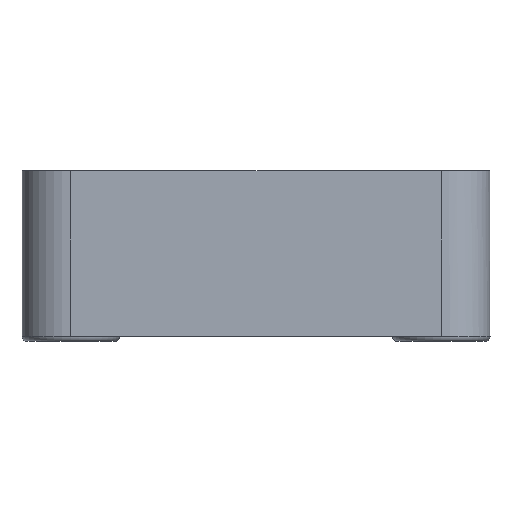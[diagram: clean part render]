
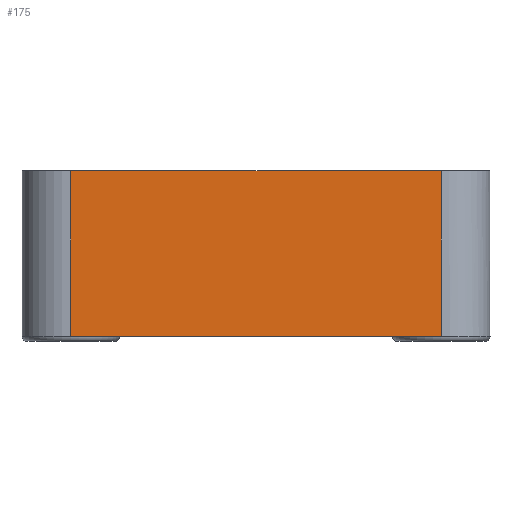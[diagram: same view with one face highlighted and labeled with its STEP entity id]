
A CAD part, front view. The second image highlights one B-rep face of the part: STEP entity #175.
In plain terms, the highlighted planar face has unit normal (0, -1, 0).
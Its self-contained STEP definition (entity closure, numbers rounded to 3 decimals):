
#39 = VERTEX_POINT ( 'NONE', #67 ) ;
#59 = VECTOR ( 'NONE', #573, 1000. ) ;
#67 = CARTESIAN_POINT ( 'NONE',  ( 38., -45.496, -29. ) ) ;
#85 = LINE ( 'NONE', #816, #830 ) ;
#96 = LINE ( 'NONE', #480, #740 ) ;
#114 = EDGE_CURVE ( 'NONE', #997, #823, #714, .T. ) ;
#132 = EDGE_LOOP ( 'NONE', ( #372, #477, #534, #361 ) ) ;
#175 = ADVANCED_FACE ( 'NONE', ( #564 ), #636, .F. ) ;
#182 = DIRECTION ( 'NONE',  ( 0., 0., -1. ) ) ;
#330 = DIRECTION ( 'NONE',  ( 0., 0., 1. ) ) ;
#343 = DIRECTION ( 'NONE',  ( 1., 0., 0. ) ) ;
#345 = CARTESIAN_POINT ( 'NONE',  ( 38., -45.496, 4. ) ) ;
#361 = ORIENTED_EDGE ( 'NONE', *, *, #114, .F. ) ;
#372 = ORIENTED_EDGE ( 'NONE', *, *, #458, .T. ) ;
#389 = EDGE_CURVE ( 'NONE', #39, #866, #96, .T. ) ;
#458 = EDGE_CURVE ( 'NONE', #997, #866, #85, .T. ) ;
#477 = ORIENTED_EDGE ( 'NONE', *, *, #389, .F. ) ;
#480 = CARTESIAN_POINT ( 'NONE',  ( 38., -45.496, -29. ) ) ;
#484 = EDGE_CURVE ( 'NONE', #823, #39, #890, .T. ) ;
#533 = VECTOR ( 'NONE', #343, 1000. ) ;
#534 = ORIENTED_EDGE ( 'NONE', *, *, #484, .F. ) ;
#564 = FACE_OUTER_BOUND ( 'NONE', #132, .T. ) ;
#573 = DIRECTION ( 'NONE',  ( 0., 0., -1. ) ) ;
#636 = PLANE ( 'NONE',  #694 ) ;
#642 = CARTESIAN_POINT ( 'NONE',  ( -38., -45.496, 5. ) ) ;
#694 = AXIS2_PLACEMENT_3D ( 'NONE', #718, #954, #330 ) ;
#714 = LINE ( 'NONE', #967, #533 ) ;
#718 = CARTESIAN_POINT ( 'NONE',  ( 0., -45.496, 4. ) ) ;
#720 = DIRECTION ( 'NONE',  ( -1., 0., 0. ) ) ;
#740 = VECTOR ( 'NONE', #720, 1000. ) ;
#769 = CARTESIAN_POINT ( 'NONE',  ( -38., -45.496, -29. ) ) ;
#816 = CARTESIAN_POINT ( 'NONE',  ( -38., -45.496, 4. ) ) ;
#823 = VERTEX_POINT ( 'NONE', #927 ) ;
#830 = VECTOR ( 'NONE', #182, 1000. ) ;
#866 = VERTEX_POINT ( 'NONE', #769 ) ;
#890 = LINE ( 'NONE', #345, #59 ) ;
#927 = CARTESIAN_POINT ( 'NONE',  ( 38., -45.496, 5. ) ) ;
#954 = DIRECTION ( 'NONE',  ( 0., 1., 0. ) ) ;
#967 = CARTESIAN_POINT ( 'NONE',  ( 0., -45.496, 5. ) ) ;
#997 = VERTEX_POINT ( 'NONE', #642 ) ;
